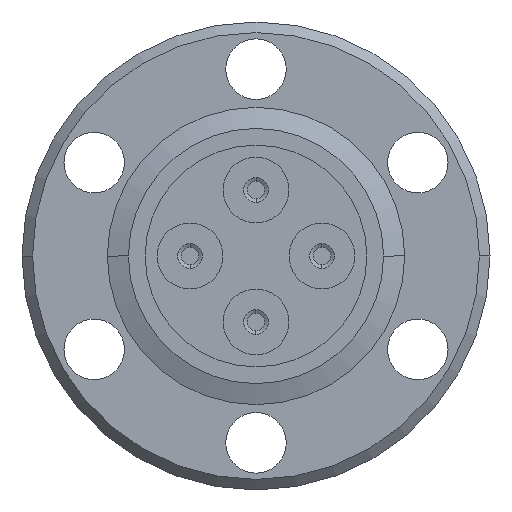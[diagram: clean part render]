
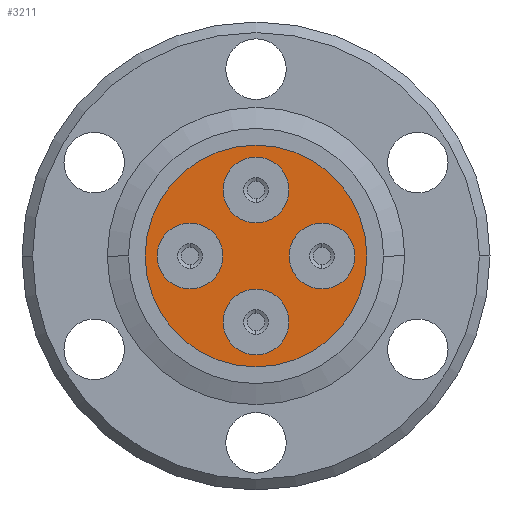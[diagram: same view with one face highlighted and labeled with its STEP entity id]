
A CAD part, front view. The second image highlights one B-rep face of the part: STEP entity #3211.
In plain terms, the highlighted planar face has unit normal (0, -1, 0).
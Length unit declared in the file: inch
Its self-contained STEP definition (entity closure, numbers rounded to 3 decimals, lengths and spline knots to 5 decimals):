
#24 = CARTESIAN_POINT ( 'NONE',  ( 0., 0.81, 0.1875 ) ) ;
#118 = DIRECTION ( 'NONE',  ( 0., 0., -1. ) ) ;
#132 = DIRECTION ( 'NONE',  ( 0., -1., 0. ) ) ;
#133 = CARTESIAN_POINT ( 'NONE',  ( 0., 0.81, 0. ) ) ;
#135 = DIRECTION ( 'NONE',  ( 1., 0., 0. ) ) ;
#138 = DIRECTION ( 'NONE',  ( 0., 1., 0. ) ) ;
#148 = CARTESIAN_POINT ( 'NONE',  ( 0.1875, 0.81, 0. ) ) ;
#172 = DIRECTION ( 'NONE',  ( 0., 1., 0. ) ) ;
#174 = DIRECTION ( 'NONE',  ( 0., 1., 0. ) ) ;
#203 = DIRECTION ( 'NONE',  ( 0., 0., -1. ) ) ;
#207 = DIRECTION ( 'NONE',  ( 0., 1., 0. ) ) ;
#219 = CARTESIAN_POINT ( 'NONE',  ( 0., 0.81, -0.1875 ) ) ;
#251 = DIRECTION ( 'NONE',  ( 0., 1., 0. ) ) ;
#252 = CARTESIAN_POINT ( 'NONE',  ( 0., 0.81, -0.1875 ) ) ;
#253 = CARTESIAN_POINT ( 'NONE',  ( -0.1875, 0.81, 0. ) ) ;
#266 = DIRECTION ( 'NONE',  ( 0., 0., -1. ) ) ;
#297 = DIRECTION ( 'NONE',  ( 1., 0., 0. ) ) ;
#310 = DIRECTION ( 'NONE',  ( 0., 1., 0. ) ) ;
#314 = CARTESIAN_POINT ( 'NONE',  ( -0.1875, 0.81, 0. ) ) ;
#330 = CARTESIAN_POINT ( 'NONE',  ( 0.1875, 0.81, 0. ) ) ;
#333 = DIRECTION ( 'NONE',  ( 0., 1., 0. ) ) ;
#334 = DIRECTION ( 'NONE',  ( 1., 0., 0. ) ) ;
#395 = DIRECTION ( 'NONE',  ( 0., 1., 0. ) ) ;
#409 = DIRECTION ( 'NONE',  ( 1., 0., 0. ) ) ;
#422 = CARTESIAN_POINT ( 'NONE',  ( 0., 0.81, 0.1875 ) ) ;
#447 = DIRECTION ( 'NONE',  ( 0., 0., -1. ) ) ;
#450 = DIRECTION ( 'NONE',  ( 0., 0., 1. ) ) ;
#453 = DIRECTION ( 'NONE',  ( 0., 0., 1. ) ) ;
#454 = DIRECTION ( 'NONE',  ( 0., -1., 0. ) ) ;
#455 = CARTESIAN_POINT ( 'NONE',  ( 0., 0.81, 0. ) ) ;
#1135 = AXIS2_PLACEMENT_3D ( 'NONE', #3991, #4000, #3989 ) ;
#1208 = AXIS2_PLACEMENT_3D ( 'NONE', #133, #132, #450 ) ;
#1209 = AXIS2_PLACEMENT_3D ( 'NONE', #422, #172, #118 ) ;
#1211 = AXIS2_PLACEMENT_3D ( 'NONE', #253, #395, #409 ) ;
#1212 = AXIS2_PLACEMENT_3D ( 'NONE', #252, #251, #266 ) ;
#1213 = AXIS2_PLACEMENT_3D ( 'NONE', #330, #333, #334 ) ;
#1288 = AXIS2_PLACEMENT_3D ( 'NONE', #148, #138, #135 ) ;
#1290 = AXIS2_PLACEMENT_3D ( 'NONE', #219, #207, #203 ) ;
#1292 = AXIS2_PLACEMENT_3D ( 'NONE', #314, #310, #297 ) ;
#1294 = AXIS2_PLACEMENT_3D ( 'NONE', #24, #174, #447 ) ;
#1295 = AXIS2_PLACEMENT_3D ( 'NONE', #455, #454, #453 ) ;
#1539 = EDGE_CURVE ( 'NONE', #2707, #2708, #2091, .T. ) ;
#1541 = EDGE_CURVE ( 'NONE', #2706, #2709, #2088, .T. ) ;
#1545 = EDGE_CURVE ( 'NONE', #2710, #2711, #2084, .T. ) ;
#1549 = EDGE_CURVE ( 'NONE', #2714, #2715, #2078, .T. ) ;
#1553 = EDGE_CURVE ( 'NONE', #2718, #2719, #2072, .T. ) ;
#1660 = EDGE_CURVE ( 'NONE', #2719, #2718, #1919, .T. ) ;
#1661 = EDGE_CURVE ( 'NONE', #2715, #2714, #1918, .T. ) ;
#1662 = EDGE_CURVE ( 'NONE', #2711, #2710, #1917, .T. ) ;
#1663 = EDGE_CURVE ( 'NONE', #2709, #2706, #1916, .T. ) ;
#1664 = EDGE_CURVE ( 'NONE', #2708, #2707, #1915, .T. ) ;
#1812 = ORIENTED_EDGE ( 'NONE', *, *, #1545, .T. ) ;
#1813 = ORIENTED_EDGE ( 'NONE', *, *, #1661, .T. ) ;
#1814 = ORIENTED_EDGE ( 'NONE', *, *, #1549, .T. ) ;
#1815 = ORIENTED_EDGE ( 'NONE', *, *, #1660, .T. ) ;
#1816 = ORIENTED_EDGE ( 'NONE', *, *, #1553, .T. ) ;
#1817 = ORIENTED_EDGE ( 'NONE', *, *, #1539, .T. ) ;
#1818 = ORIENTED_EDGE ( 'NONE', *, *, #1664, .T. ) ;
#1915 = CIRCLE ( 'NONE', #1208, 0.3435 ) ;
#1916 = CIRCLE ( 'NONE', #1209, 0.0935 ) ;
#1917 = CIRCLE ( 'NONE', #1211, 0.0935 ) ;
#1918 = CIRCLE ( 'NONE', #1212, 0.0935 ) ;
#1919 = CIRCLE ( 'NONE', #1213, 0.0935 ) ;
#2072 = CIRCLE ( 'NONE', #1288, 0.0935 ) ;
#2078 = CIRCLE ( 'NONE', #1290, 0.0935 ) ;
#2084 = CIRCLE ( 'NONE', #1292, 0.0935 ) ;
#2088 = CIRCLE ( 'NONE', #1294, 0.0935 ) ;
#2091 = CIRCLE ( 'NONE', #1295, 0.3435 ) ;
#2706 = VERTEX_POINT ( 'NONE', #3562 ) ;
#2707 = VERTEX_POINT ( 'NONE', #3561 ) ;
#2708 = VERTEX_POINT ( 'NONE', #3560 ) ;
#2709 = VERTEX_POINT ( 'NONE', #3559 ) ;
#2710 = VERTEX_POINT ( 'NONE', #3558 ) ;
#2711 = VERTEX_POINT ( 'NONE', #3557 ) ;
#2714 = VERTEX_POINT ( 'NONE', #3554 ) ;
#2715 = VERTEX_POINT ( 'NONE', #3553 ) ;
#2718 = VERTEX_POINT ( 'NONE', #3550 ) ;
#2719 = VERTEX_POINT ( 'NONE', #3549 ) ;
#2858 = ORIENTED_EDGE ( 'NONE', *, *, #1663, .T. ) ;
#2859 = ORIENTED_EDGE ( 'NONE', *, *, #1541, .T. ) ;
#2860 = ORIENTED_EDGE ( 'NONE', *, *, #1662, .T. ) ;
#3060 = EDGE_LOOP ( 'NONE', ( #2858, #2859 ) ) ;
#3064 = EDGE_LOOP ( 'NONE', ( #1817, #1818 ) ) ;
#3098 = EDGE_LOOP ( 'NONE', ( #1813, #1814 ) ) ;
#3117 = EDGE_LOOP ( 'NONE', ( #2860, #1812 ) ) ;
#3125 = EDGE_LOOP ( 'NONE', ( #1815, #1816 ) ) ;
#3211 = ADVANCED_FACE ( 'NONE', ( #4399, #4396, #4408, #4400, #4398 ), #3996, .T. ) ;
#3549 = CARTESIAN_POINT ( 'NONE',  ( 0.281, 0.81, 0. ) ) ;
#3550 = CARTESIAN_POINT ( 'NONE',  ( 0.094, 0.81, 0. ) ) ;
#3553 = CARTESIAN_POINT ( 'NONE',  ( 0., 0.81, -0.281 ) ) ;
#3554 = CARTESIAN_POINT ( 'NONE',  ( 0., 0.81, -0.094 ) ) ;
#3557 = CARTESIAN_POINT ( 'NONE',  ( -0.094, 0.81, 0. ) ) ;
#3558 = CARTESIAN_POINT ( 'NONE',  ( -0.281, 0.81, 0. ) ) ;
#3559 = CARTESIAN_POINT ( 'NONE',  ( 0., 0.81, 0.094 ) ) ;
#3560 = CARTESIAN_POINT ( 'NONE',  ( 0., 0.81, -0.3435 ) ) ;
#3561 = CARTESIAN_POINT ( 'NONE',  ( 0., 0.81, 0.3435 ) ) ;
#3562 = CARTESIAN_POINT ( 'NONE',  ( 0., 0.81, 0.281 ) ) ;
#3989 = DIRECTION ( 'NONE',  ( 0., 0., -1. ) ) ;
#3991 = CARTESIAN_POINT ( 'NONE',  ( 0., 0.81, 0. ) ) ;
#3996 = PLANE ( 'NONE',  #1135 ) ;
#4000 = DIRECTION ( 'NONE',  ( 0., -1., 0. ) ) ;
#4396 = FACE_BOUND ( 'NONE', #3117, .T. ) ;
#4398 = FACE_OUTER_BOUND ( 'NONE', #3064, .T. ) ;
#4399 = FACE_BOUND ( 'NONE', #3060, .T. ) ;
#4400 = FACE_BOUND ( 'NONE', #3125, .T. ) ;
#4408 = FACE_BOUND ( 'NONE', #3098, .T. ) ;
